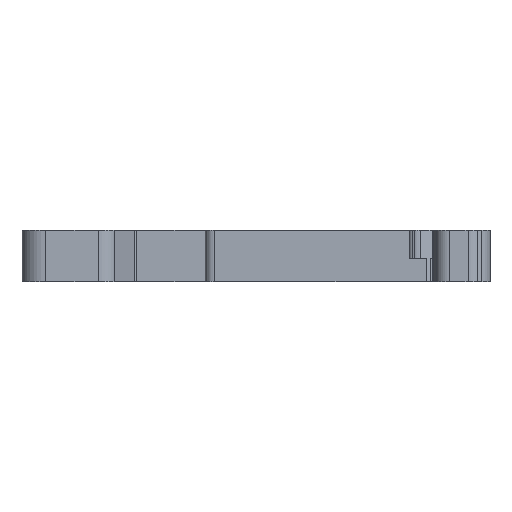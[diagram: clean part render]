
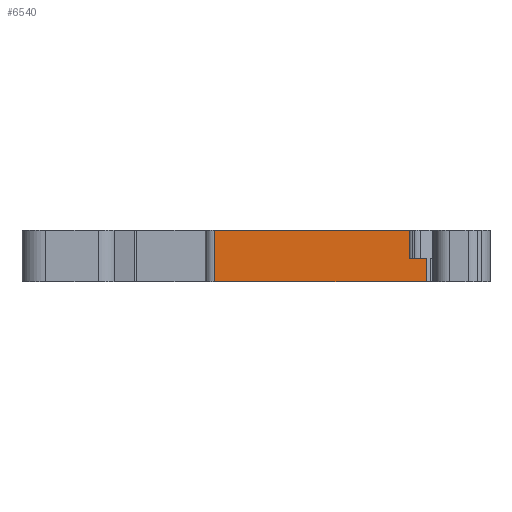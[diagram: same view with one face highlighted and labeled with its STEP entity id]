
A CAD part, front view. The second image highlights one B-rep face of the part: STEP entity #6540.
In plain terms, the highlighted planar face has unit normal (0, -1, 0).
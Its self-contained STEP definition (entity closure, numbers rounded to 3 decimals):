
#231=DIRECTION('',(-1.,0.,0.));
#232=VECTOR('',#231,22.518);
#233=CARTESIAN_POINT('',(15.018,0.,-5.5));
#234=LINE('',#233,#232);
#2930=DIRECTION('',(0.,0.,-1.));
#2931=VECTOR('',#2930,2.5);
#2932=CARTESIAN_POINT('',(15.018,0.,
-3.));
#2933=LINE('',#2932,#2931);
#2958=DIRECTION('',(-1.,0.,0.));
#2959=VECTOR('',#2958,20.75);
#2960=CARTESIAN_POINT('',(13.25,0.,
0.));
#2961=LINE('',#2960,#2959);
#2972=DIRECTION('',(0.,0.,1.));
#2973=VECTOR('',#2972,5.5);
#2974=CARTESIAN_POINT('',(-7.5,0.,-5.5));
#2975=LINE('',#2974,#2973);
#2979=DIRECTION('',(0.,0.,-1.));
#2980=VECTOR('',#2979,3.);
#2981=CARTESIAN_POINT('',(13.25,0.,
0.));
#2982=LINE('',#2981,#2980);
#2993=DIRECTION('',(1.,0.,0.));
#2994=VECTOR('',#2993,1.768);
#2995=CARTESIAN_POINT('',(13.25,0.,-3.));
#2996=LINE('',#2995,#2994);
#3400=CARTESIAN_POINT('',(-7.5,0.,-5.5));
#3401=VERTEX_POINT('',#3400);
#3402=CARTESIAN_POINT('',(15.018,0.,-5.5));
#3403=VERTEX_POINT('',#3402);
#3448=CARTESIAN_POINT('',(-7.5,0.,0.));
#3449=VERTEX_POINT('',#3448);
#3450=CARTESIAN_POINT('',(13.25,0.,
0.));
#3451=VERTEX_POINT('',#3450);
#3452=CARTESIAN_POINT('',(13.25,0.,-3.));
#3453=VERTEX_POINT('',#3452);
#3454=CARTESIAN_POINT('',(15.018,0.,
-3.));
#3455=VERTEX_POINT('',#3454);
#6524=CARTESIAN_POINT('',(15.3,0.,0.));
#6525=DIRECTION('',(0.,1.,0.));
#6526=DIRECTION('',(1.,0.,0.));
#6527=AXIS2_PLACEMENT_3D('',#6524,#6525,#6526);
#6528=PLANE('',#6527);
#6530=ORIENTED_EDGE('',*,*,#6529,.T.);
#6531=ORIENTED_EDGE('',*,*,#4150,.F.);
#6533=ORIENTED_EDGE('',*,*,#6532,.T.);
#6535=ORIENTED_EDGE('',*,*,#6534,.T.);
#6536=ORIENTED_EDGE('',*,*,#6490,.T.);
#6537=ORIENTED_EDGE('',*,*,#3718,.T.);
#6538=EDGE_LOOP('',(#6530,#6531,#6533,#6535,#6536,#6537));
#6539=FACE_OUTER_BOUND('',#6538,.F.);
#3718=EDGE_CURVE('',#3403,#3401,#234,.T.);
#4150=EDGE_CURVE('',#3451,#3449,#2961,.T.);
#6490=EDGE_CURVE('',#3455,#3403,#2933,.T.);
#6529=EDGE_CURVE('',#3401,#3449,#2975,.T.);
#6532=EDGE_CURVE('',#3451,#3453,#2982,.T.);
#6534=EDGE_CURVE('',#3453,#3455,#2996,.T.);
#6540=ADVANCED_FACE('',(#6539),#6528,.F.);
